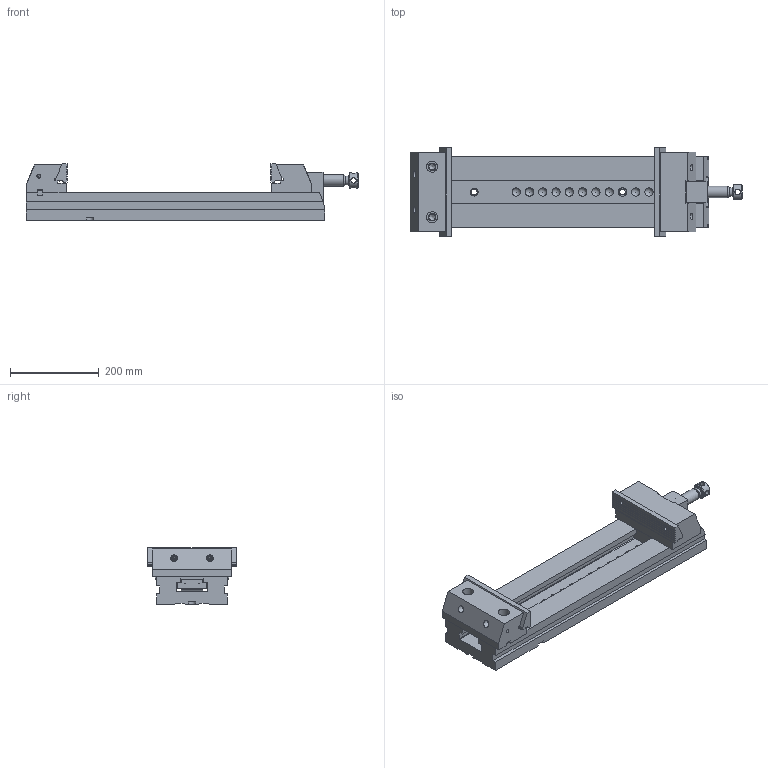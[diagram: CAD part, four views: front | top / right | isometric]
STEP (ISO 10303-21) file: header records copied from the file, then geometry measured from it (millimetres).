
FILE_DESCRIPTION(/* description */ (''),/* implementation_level */ '2;1');
FILE_NAME(/* name */ 'PRD_200XL_Mordaza.stp',/* time_stamp */ '2014-05-24T11:51:38+02:00',/* author */ (''),/* organization */ (''),/* preprocessor_version */ 'ST-DEVELOPER v15',/* originating_system */ 'SIEMENS PLM Software NX 9.0',/* authorisation */ '');
FILE_SCHEMA (('CONFIG_CONTROL_DESIGN'));
Length unit declared in the file: millimetre
Products named in the file (2): 30150070 Montaje Taco Hus; PRD_200XL_Mordaza
Assembly tree (1 placements, depth 2):
  PRD_200XL_Mordaza
    30150070 Montaje Taco Hus
Bounding box: 750 x 200 x 127.95 mm (x, y, z)
Volume: 7112818.1 mm3; surface area: 713026.5 mm2
Topology: 11 solids, 11 shells, 452 faces, 1256 edges, 838 vertices
Faces by surface type: plane 269, cylinder 130, cone 35, sphere 15, torus 3
Full cylindrical faces by diameter (mm): 4.351 x1, 5.188 x5, 6.985 x4, 8.5 x4, 8.782 x6, 10 x4, 10.579 x3, 12 x4, 12.376 x2, 13 x5, 14.376 x2, 15 x6, 16 x2, 16.5 x1, 17 x2, 18 x1, 19 x4, 20 x3, 21.25 x1, 22 x2, 25 x2, 26 x1, 30 x2, 33.8 x1, 34 x3
Entity records: 13932 total; most frequent: CARTESIAN_POINT 2939, DIRECTION 2181, ORIENTED_EDGE 2084, EDGE_CURVE 1042, VERTEX_POINT 763, AXIS2_PLACEMENT_3D 741, LINE 699, VECTOR 699
